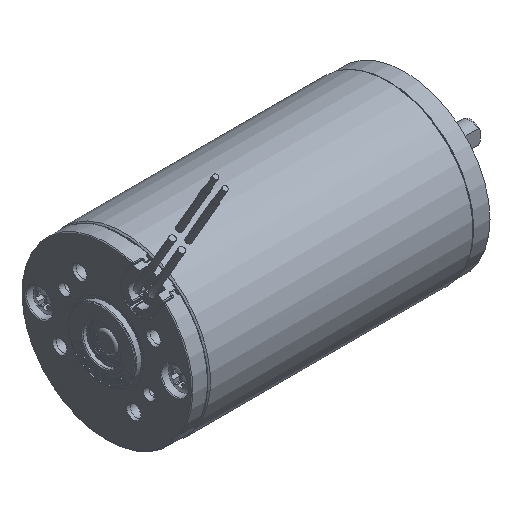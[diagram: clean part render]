
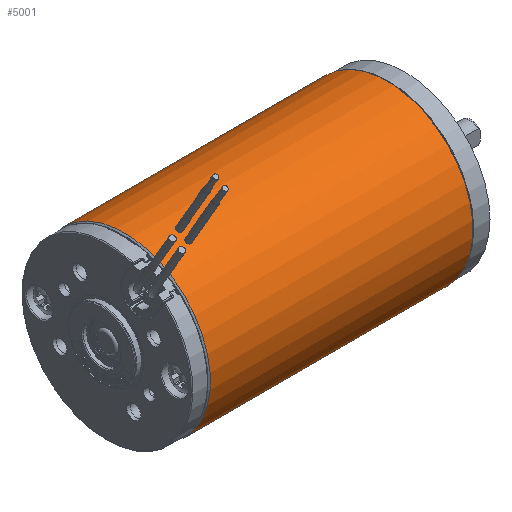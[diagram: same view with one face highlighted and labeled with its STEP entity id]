
A CAD part, isometric view. The second image highlights one B-rep face of the part: STEP entity #5001.
In plain terms, the highlighted cylindrical face has radius 31.75 mm (diameter 63.5 mm), a full revolution.
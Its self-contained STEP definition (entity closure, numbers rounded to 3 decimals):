
#500=LINE('',#32645,#1355);
#501=LINE('',#32650,#1356);
#1355=VECTOR('',#24995,1.);
#1356=VECTOR('',#24998,1.);
#5001=ADVANCED_FACE('',(#6552,#6553),#6032,.T.);
#6032=CYLINDRICAL_SURFACE('',#21164,31.75);
#6552=FACE_BOUND('',#7456,.T.);
#6553=FACE_BOUND('',#7457,.T.);
#7456=EDGE_LOOP('',(#10223));
#7457=EDGE_LOOP('',(#10224,#10225,#10226,#10227));
#10223=ORIENTED_EDGE('',*,*,#16780,.T.);
#10224=ORIENTED_EDGE('',*,*,#16781,.F.);
#10225=ORIENTED_EDGE('',*,*,#16782,.T.);
#10226=ORIENTED_EDGE('',*,*,#16783,.F.);
#10227=ORIENTED_EDGE('',*,*,#16784,.T.);
#14683=VERTEX_POINT('',#32644);
#14684=VERTEX_POINT('',#32646);
#14685=VERTEX_POINT('',#32647);
#14686=VERTEX_POINT('',#32649);
#14687=VERTEX_POINT('',#32651);
#16780=EDGE_CURVE('',#14683,#14683,#19278,.T.);
#16781=EDGE_CURVE('',#14684,#14685,#500,.T.);
#16782=EDGE_CURVE('',#14684,#14686,#19279,.T.);
#16783=EDGE_CURVE('',#14687,#14686,#501,.T.);
#16784=EDGE_CURVE('',#14687,#14685,#19280,.T.);
#19278=CIRCLE('',#21161,31.75);
#19279=CIRCLE('',#21162,31.75);
#19280=CIRCLE('',#21163,31.75);
#21161=AXIS2_PLACEMENT_3D('',#32643,#24993,#24994);
#21162=AXIS2_PLACEMENT_3D('',#32648,#24996,#24997);
#21163=AXIS2_PLACEMENT_3D('',#32652,#24999,#25000);
#21164=AXIS2_PLACEMENT_3D('',#32653,#25001,#25002);
#24993=DIRECTION('',(-1.,0.,0.));
#24994=DIRECTION('',(0.,0.707,-0.707));
#24995=DIRECTION('',(1.,0.,0.));
#24996=DIRECTION('',(1.,0.,0.));
#24997=DIRECTION('',(0.,-0.707,0.707));
#24998=DIRECTION('',(-1.,0.,0.));
#24999=DIRECTION('',(1.,0.,0.));
#25000=DIRECTION('',(0.,-0.707,0.707));
#25001=DIRECTION('',(-1.,0.,0.));
#25002=DIRECTION('',(0.,-0.707,0.707));
#32643=CARTESIAN_POINT('',(103.5,0.,0.));
#32644=CARTESIAN_POINT('',(103.5,22.451,-22.451));
#32645=CARTESIAN_POINT('',(55.,31.647,2.55));
#32646=CARTESIAN_POINT('',(6.5,31.647,2.55));
#32647=CARTESIAN_POINT('',(9.6,31.647,2.55));
#32648=CARTESIAN_POINT('',(6.5,0.,0.));
#32649=CARTESIAN_POINT('',(6.5,31.647,-2.55));
#32650=CARTESIAN_POINT('',(55.,31.647,-2.55));
#32651=CARTESIAN_POINT('',(9.6,31.647,-2.55));
#32652=CARTESIAN_POINT('',(9.6,0.,0.));
#32653=CARTESIAN_POINT('',(55.,0.,0.));
